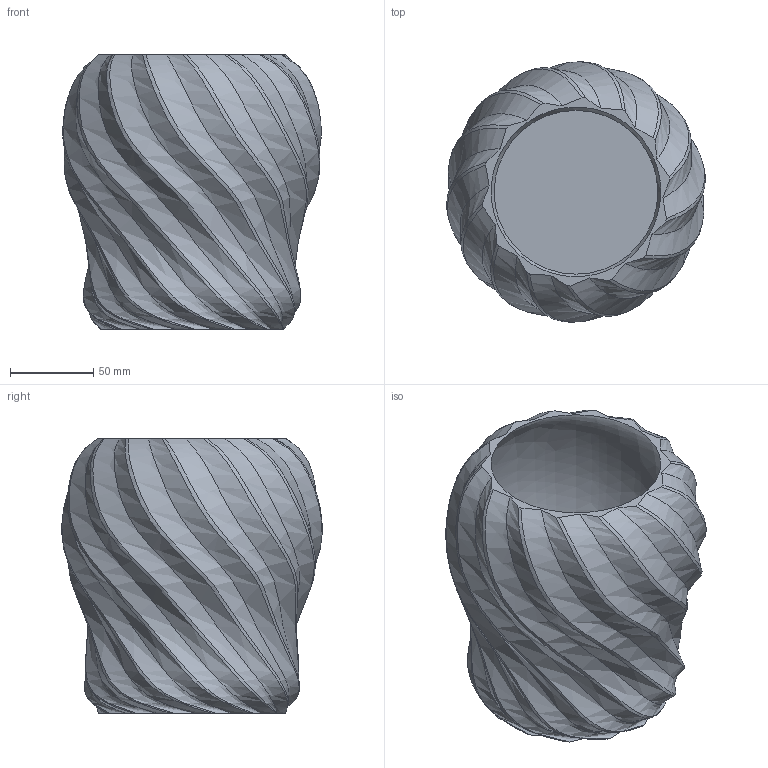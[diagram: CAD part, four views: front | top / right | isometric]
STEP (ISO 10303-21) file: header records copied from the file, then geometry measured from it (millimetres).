
FILE_DESCRIPTION(/* description */ (''),/* implementation_level */ '2;1');
FILE_NAME(/* name */ 'vase v2.step',/* time_stamp */ '2025-10-16T07:23:35+05:30',/* author */ (''),/* organization */ (''),/* preprocessor_version */ 'ST-DEVELOPER v20.1',/* originating_system */ 'Autodesk Translation Framework v14.17.0.0',/* authorisation */ '');
FILE_SCHEMA (('AUTOMOTIVE_DESIGN { 1 0 10303 214 3 1 1 }'));
Length unit declared in the file: millimetre
Products named in the file (1): vase
Bounding box: 155.7 x 156.72 x 165.36 mm (x, y, z)
Volume: 468664.6 mm3; surface area: 163362.9 mm2
Topology: 1 solids, 1 shells, 46 faces, 157 edges, 114 vertices
Faces by surface type: bspline 43, plane 3
Entity records: 7250 total; most frequent: CARTESIAN_POINT 6265, ORIENTED_EDGE 314, EDGE_CURVE 157, B_SPLINE_CURVE_WITH_KNOTS 155, VERTEX_POINT 114, EDGE_LOOP 47, FACE_OUTER_BOUND 46, ADVANCED_FACE 46
